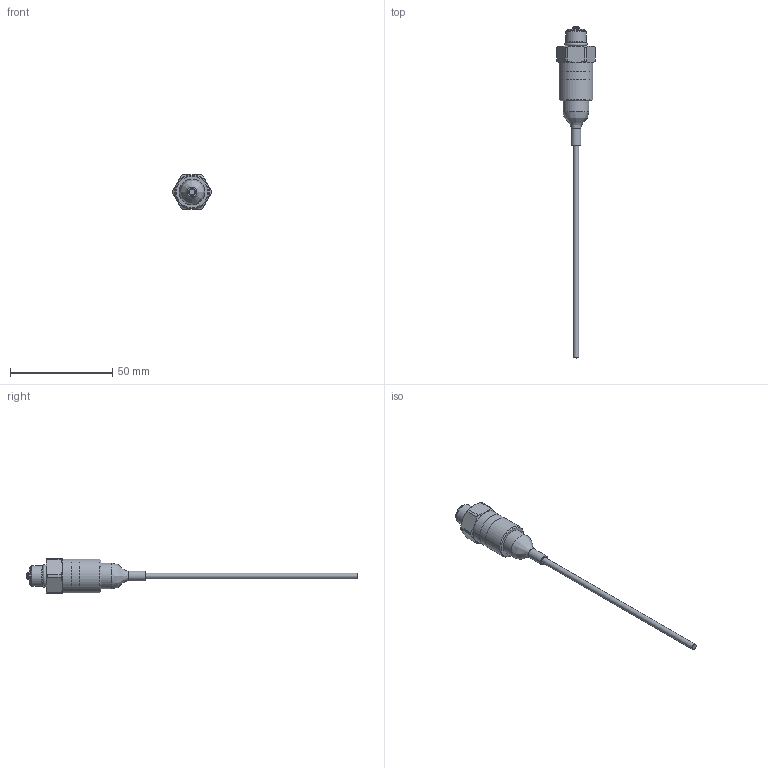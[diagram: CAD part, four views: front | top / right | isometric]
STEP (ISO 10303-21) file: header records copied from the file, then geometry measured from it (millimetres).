
FILE_DESCRIPTION (( 'STEP AP214' ), '1' );
FILE_NAME ('PGP160.STEP', '2019-09-06T07:48:53', ( '' ), ( '' ), 'SwSTEP 2.0', 'SolidWorks 2015', '' );
FILE_SCHEMA (( 'AUTOMOTIVE_DESIGN' ));
Length unit declared in the file: millimetre
Products named in the file (1): PGP160
Bounding box: 19 x 162.37 x 17 mm (x, y, z)
Surface area: 4134.5 mm2 (no closed solid volume)
Topology: 0 solids, 8 shells, 52 faces, 114 edges, 71 vertices
Faces by surface type: cylinder 18, cone 17, plane 15, bspline 1, torus 1
Full cylindrical faces by diameter (mm): 1.5 x1, 2.45 x1, 2.8 x1, 3.5 x1, 3.6 x1, 4.8 x1, 8.5 x1, 10 x1, 12.6 x1, 16.6 x3
Entity records: 2094 total; most frequent: CARTESIAN_POINT 448, DIRECTION 228, ORIENTED_EDGE 173, AXIS2_PLACEMENT_3D 108, EDGE_CURVE 94, EDGE_LOOP 79, VERTEX_POINT 70, FACE_OUTER_BOUND 64
